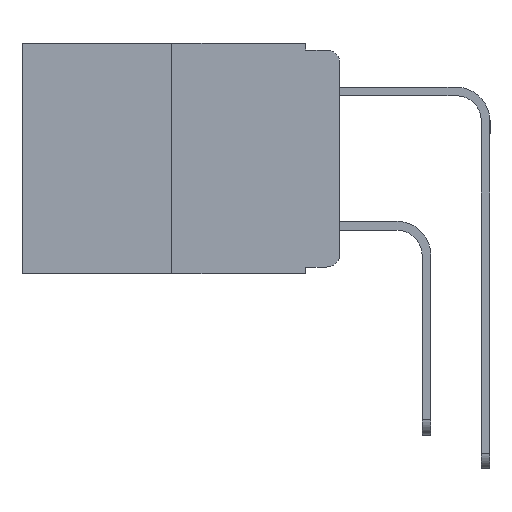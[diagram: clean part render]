
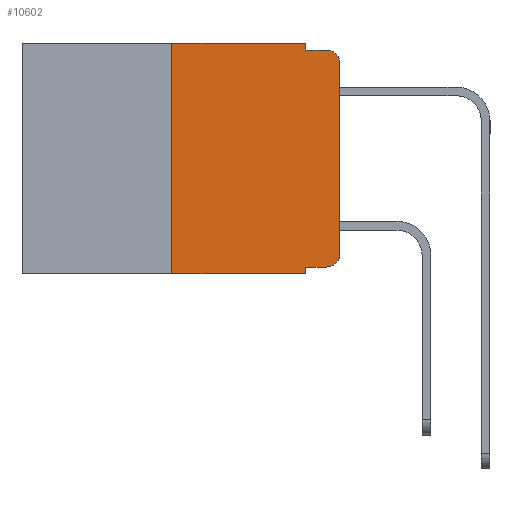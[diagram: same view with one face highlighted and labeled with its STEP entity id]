
A CAD part, left-side view. The second image highlights one B-rep face of the part: STEP entity #10602.
In plain terms, the highlighted planar face has unit normal (-1, 0, 0).
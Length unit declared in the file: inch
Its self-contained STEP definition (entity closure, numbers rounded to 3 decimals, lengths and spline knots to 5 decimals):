
#113 = VECTOR ( 'NONE', #4471, 39.37008 ) ;
#185 = DIRECTION ( 'NONE',  ( -1., 0., 0. ) ) ;
#255 = CARTESIAN_POINT ( 'NONE',  ( 0., 0., 0. ) ) ;
#363 = DIRECTION ( 'NONE',  ( -1., 0., 0. ) ) ;
#365 = DIRECTION ( 'NONE',  ( 0., -1., 0. ) ) ;
#371 = AXIS2_PLACEMENT_3D ( 'NONE', #10299, #7996, #12560 ) ;
#734 = ORIENTED_EDGE ( 'NONE', *, *, #13137, .T. ) ;
#879 = EDGE_CURVE ( 'NONE', #8353, #5231, #3774, .T. ) ;
#992 = CARTESIAN_POINT ( 'NONE',  ( 0., 0.051, -0.343 ) ) ;
#1080 = CARTESIAN_POINT ( 'NONE',  ( 0., 0.25, 0. ) ) ;
#1585 = CARTESIAN_POINT ( 'NONE',  ( 0., 0.051, -0.333 ) ) ;
#1636 = DIRECTION ( 'NONE',  ( 0., 0., 1. ) ) ;
#1656 = LINE ( 'NONE', #6403, #10822 ) ;
#2105 = VERTEX_POINT ( 'NONE', #9173 ) ;
#2130 = CIRCLE ( 'NONE', #2644, 0.02 ) ;
#2265 = EDGE_CURVE ( 'NONE', #8353, #8727, #8239, .T. ) ;
#2546 = VECTOR ( 'NONE', #1636, 39.37008 ) ;
#2644 = AXIS2_PLACEMENT_3D ( 'NONE', #7825, #363, #8983 ) ;
#2781 = FACE_OUTER_BOUND ( 'NONE', #13441, .T. ) ;
#2808 = ORIENTED_EDGE ( 'NONE', *, *, #14660, .F. ) ;
#3003 = CARTESIAN_POINT ( 'NONE',  ( 0., 0.051, 0. ) ) ;
#3203 = ORIENTED_EDGE ( 'NONE', *, *, #5755, .F. ) ;
#3774 = LINE ( 'NONE', #1080, #113 ) ;
#4023 = CARTESIAN_POINT ( 'NONE',  ( 0., 0.25, -0.343 ) ) ;
#4045 = VECTOR ( 'NONE', #12712, 39.37008 ) ;
#4069 = EDGE_CURVE ( 'NONE', #10620, #2105, #2130, .T. ) ;
#4126 = DIRECTION ( 'NONE',  ( 0., -1., 0. ) ) ;
#4181 = ORIENTED_EDGE ( 'NONE', *, *, #13883, .F. ) ;
#4262 = DIRECTION ( 'NONE',  ( 0., 0., -1. ) ) ;
#4284 = DIRECTION ( 'NONE',  ( 0., -1., 0. ) ) ;
#4405 = VECTOR ( 'NONE', #4262, 39.37008 ) ;
#4456 = PLANE ( 'NONE',  #371 ) ;
#4471 = DIRECTION ( 'NONE',  ( 0., 0., 1. ) ) ;
#5076 = VERTEX_POINT ( 'NONE', #7521 ) ;
#5131 = ORIENTED_EDGE ( 'NONE', *, *, #2265, .T. ) ;
#5146 = ORIENTED_EDGE ( 'NONE', *, *, #4069, .T. ) ;
#5231 = VERTEX_POINT ( 'NONE', #10189 ) ;
#5738 = VECTOR ( 'NONE', #365, 39.37008 ) ;
#5755 = EDGE_CURVE ( 'NONE', #5231, #13956, #1656, .T. ) ;
#6233 = ORIENTED_EDGE ( 'NONE', *, *, #7257, .T. ) ;
#6403 = CARTESIAN_POINT ( 'NONE',  ( 0., 0.473, 0. ) ) ;
#6434 = EDGE_CURVE ( 'NONE', #9870, #8727, #13588, .T. ) ;
#6533 = CARTESIAN_POINT ( 'NONE',  ( 0., 0., -0.03 ) ) ;
#6841 = VERTEX_POINT ( 'NONE', #10792 ) ;
#7257 = EDGE_CURVE ( 'NONE', #9870, #10620, #12552, .T. ) ;
#7521 = CARTESIAN_POINT ( 'NONE',  ( 0., 0.02, -0.01 ) ) ;
#7668 = CARTESIAN_POINT ( 'NONE',  ( 0., 0.02, -0.03 ) ) ;
#7825 = CARTESIAN_POINT ( 'NONE',  ( 0., 0.02, -0.313 ) ) ;
#7826 = CARTESIAN_POINT ( 'NONE',  ( 0., 0.051, -0.01 ) ) ;
#7996 = DIRECTION ( 'NONE',  ( 1., 0., 0. ) ) ;
#8239 = LINE ( 'NONE', #12979, #10570 ) ;
#8353 = VERTEX_POINT ( 'NONE', #4023 ) ;
#8727 = VERTEX_POINT ( 'NONE', #992 ) ;
#8831 = DIRECTION ( 'NONE',  ( 0., 0., -1. ) ) ;
#8983 = DIRECTION ( 'NONE',  ( 0., 0., -1. ) ) ;
#9050 = VERTEX_POINT ( 'NONE', #6533 ) ;
#9173 = CARTESIAN_POINT ( 'NONE',  ( 0., 0., -0.313 ) ) ;
#9870 = VERTEX_POINT ( 'NONE', #13538 ) ;
#10002 = DIRECTION ( 'NONE',  ( 0., -1., 0. ) ) ;
#10189 = CARTESIAN_POINT ( 'NONE',  ( 0., 0.25, 0. ) ) ;
#10220 = CARTESIAN_POINT ( 'NONE',  ( 0., 0.051, 0. ) ) ;
#10281 = LINE ( 'NONE', #11571, #4045 ) ;
#10299 = CARTESIAN_POINT ( 'NONE',  ( 0., 0.473, 0. ) ) ;
#10570 = VECTOR ( 'NONE', #4284, 39.37008 ) ;
#10602 = ADVANCED_FACE ( 'NONE', ( #2781 ), #4456, .F. ) ;
#10608 = ORIENTED_EDGE ( 'NONE', *, *, #879, .F. ) ;
#10620 = VERTEX_POINT ( 'NONE', #14811 ) ;
#10682 = AXIS2_PLACEMENT_3D ( 'NONE', #7668, #185, #8831 ) ;
#10792 = CARTESIAN_POINT ( 'NONE',  ( 0., 0.051, -0.01 ) ) ;
#10822 = VECTOR ( 'NONE', #4126, 39.37008 ) ;
#11360 = CIRCLE ( 'NONE', #10682, 0.02 ) ;
#11571 = CARTESIAN_POINT ( 'NONE',  ( 0., 0.051, 0. ) ) ;
#11582 = LINE ( 'NONE', #255, #2546 ) ;
#11644 = EDGE_CURVE ( 'NONE', #2105, #9050, #11582, .T. ) ;
#11888 = LINE ( 'NONE', #7826, #5738 ) ;
#12002 = ORIENTED_EDGE ( 'NONE', *, *, #6434, .F. ) ;
#12099 = ORIENTED_EDGE ( 'NONE', *, *, #11644, .T. ) ;
#12552 = LINE ( 'NONE', #1585, #14829 ) ;
#12560 = DIRECTION ( 'NONE',  ( 0., 0., -1. ) ) ;
#12712 = DIRECTION ( 'NONE',  ( 0., 0., -1. ) ) ;
#12979 = CARTESIAN_POINT ( 'NONE',  ( 0., 0.473, -0.343 ) ) ;
#13137 = EDGE_CURVE ( 'NONE', #9050, #5076, #11360, .T. ) ;
#13441 = EDGE_LOOP ( 'NONE', ( #12099, #734, #4181, #2808, #3203, #10608, #5131, #12002, #6233, #5146 ) ) ;
#13538 = CARTESIAN_POINT ( 'NONE',  ( 0., 0.051, -0.333 ) ) ;
#13588 = LINE ( 'NONE', #3003, #4405 ) ;
#13883 = EDGE_CURVE ( 'NONE', #6841, #5076, #11888, .T. ) ;
#13956 = VERTEX_POINT ( 'NONE', #10220 ) ;
#14660 = EDGE_CURVE ( 'NONE', #13956, #6841, #10281, .T. ) ;
#14811 = CARTESIAN_POINT ( 'NONE',  ( 0., 0.02, -0.333 ) ) ;
#14829 = VECTOR ( 'NONE', #10002, 39.37008 ) ;
